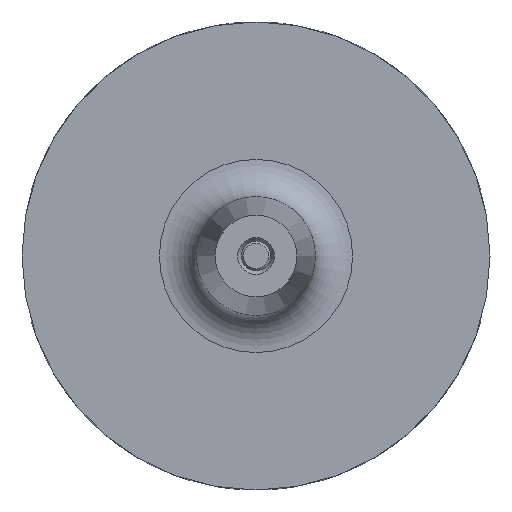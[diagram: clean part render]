
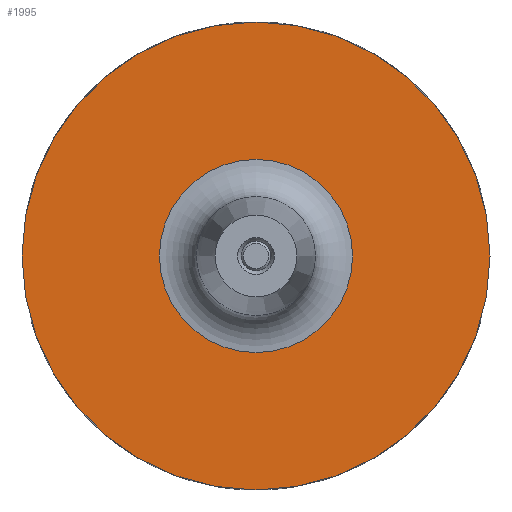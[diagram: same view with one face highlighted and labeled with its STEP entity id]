
A CAD part, left-side view. The second image highlights one B-rep face of the part: STEP entity #1995.
In plain terms, the highlighted planar face has unit normal (-1, 0, 0).
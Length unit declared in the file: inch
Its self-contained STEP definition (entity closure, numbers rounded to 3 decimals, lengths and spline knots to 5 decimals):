
#146=FACE_BOUND('',#408,.T.);
#193=PLANE('',#2221);
#295=FACE_OUTER_BOUND('',#407,.T.);
#407=EDGE_LOOP('',(#1704,#1705));
#408=EDGE_LOOP('',(#1706,#1707));
#709=CIRCLE('',#2219,0.51181);
#710=CIRCLE('',#2220,0.51181);
#711=CIRCLE('',#2222,1.24016);
#712=CIRCLE('',#2223,1.24016);
#905=VERTEX_POINT('',#4490);
#906=VERTEX_POINT('',#4492);
#907=VERTEX_POINT('',#4496);
#908=VERTEX_POINT('',#4497);
#1191=EDGE_CURVE('',#906,#905,#709,.T.);
#1192=EDGE_CURVE('',#905,#906,#710,.T.);
#1193=EDGE_CURVE('',#907,#908,#711,.T.);
#1194=EDGE_CURVE('',#908,#907,#712,.T.);
#1704=ORIENTED_EDGE('',*,*,#1193,.F.);
#1705=ORIENTED_EDGE('',*,*,#1194,.F.);
#1706=ORIENTED_EDGE('',*,*,#1191,.T.);
#1707=ORIENTED_EDGE('',*,*,#1192,.T.);
#1995=ADVANCED_FACE('',(#295,#146),#193,.T.);
#2219=AXIS2_PLACEMENT_3D('',#4493,#2721,#2722);
#2220=AXIS2_PLACEMENT_3D('',#4494,#2723,#2724);
#2221=AXIS2_PLACEMENT_3D('',#4495,#2725,#2726);
#2222=AXIS2_PLACEMENT_3D('',#4498,#2727,#2728);
#2223=AXIS2_PLACEMENT_3D('',#4499,#2729,#2730);
#2721=DIRECTION('center_axis',(1.,0.,0.));
#2722=DIRECTION('ref_axis',(0.,1.,0.));
#2723=DIRECTION('center_axis',(1.,0.,0.));
#2724=DIRECTION('ref_axis',(0.,1.,0.));
#2725=DIRECTION('center_axis',(-1.,0.,0.));
#2726=DIRECTION('ref_axis',(0.,0.,1.));
#2727=DIRECTION('center_axis',(1.,0.,0.));
#2728=DIRECTION('ref_axis',(0.,1.,0.));
#2729=DIRECTION('center_axis',(1.,0.,0.));
#2730=DIRECTION('ref_axis',(0.,1.,0.));
#4490=CARTESIAN_POINT('',(-0.67559,0.00358,0.47797));
#4492=CARTESIAN_POINT('',(-0.67559,0.51539,-0.03385));
#4493=CARTESIAN_POINT('Origin',(-0.67559,0.00358,
-0.03385));
#4494=CARTESIAN_POINT('Origin',(-0.67559,0.00358,
-0.03385));
#4495=CARTESIAN_POINT('Origin',(-0.67559,0.87956,-0.03385));
#4496=CARTESIAN_POINT('',(-0.67559,1.24373,-0.03385));
#4497=CARTESIAN_POINT('',(-0.67559,-1.23658,-0.03385));
#4498=CARTESIAN_POINT('Origin',(-0.67559,0.00358,
-0.03385));
#4499=CARTESIAN_POINT('Origin',(-0.67559,0.00358,
-0.03385));
